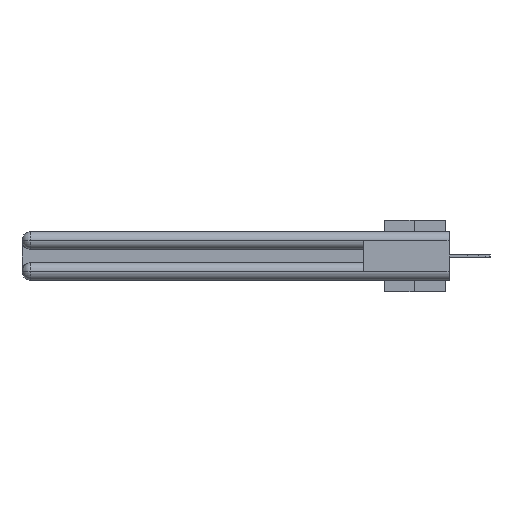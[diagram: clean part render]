
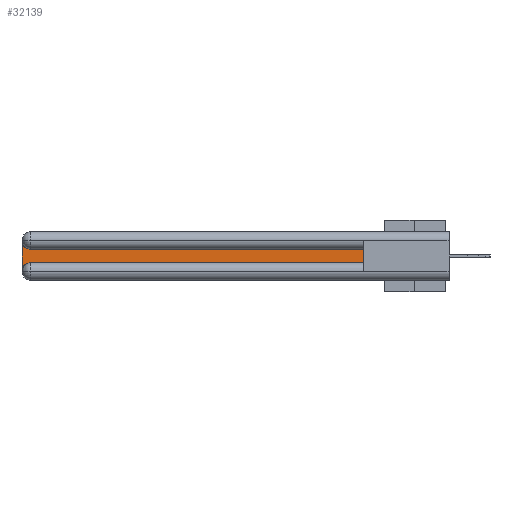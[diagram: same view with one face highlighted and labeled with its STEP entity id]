
A CAD part, left-side view. The second image highlights one B-rep face of the part: STEP entity #32139.
In plain terms, the highlighted planar face has unit normal (-1, 0, 0).
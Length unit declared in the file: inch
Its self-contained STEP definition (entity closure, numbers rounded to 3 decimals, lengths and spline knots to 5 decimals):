
#465 = DIRECTION ( 'NONE',  ( 0., 0., -1. ) ) ;
#1190 = EDGE_CURVE ( 'NONE', #11595, #31653, #9632, .T. ) ;
#1534 = EDGE_LOOP ( 'NONE', ( #18953, #7219, #27108, #9619, #30396, #10604 ) ) ;
#2280 = AXIS2_PLACEMENT_3D ( 'NONE', #13320, #3661, #15028 ) ;
#2862 = DIRECTION ( 'NONE',  ( 0., 0., 1. ) ) ;
#3661 = DIRECTION ( 'NONE',  ( 1., 0., 0. ) ) ;
#3811 = EDGE_CURVE ( 'NONE', #9832, #8115, #8103, .T. ) ;
#4380 = VERTEX_POINT ( 'NONE', #22559 ) ;
#4722 = VECTOR ( 'NONE', #18069, 39.37008 ) ;
#4897 = PLANE ( 'NONE',  #2280 ) ;
#5662 = LINE ( 'NONE', #33050, #15714 ) ;
#6112 = DIRECTION ( 'NONE',  ( 1., 0., 0. ) ) ;
#6289 = CIRCLE ( 'NONE', #36201, 0.06 ) ;
#6701 = CARTESIAN_POINT ( 'NONE',  ( 0.075, 0.6, -0.2175 ) ) ;
#7219 = ORIENTED_EDGE ( 'NONE', *, *, #19290, .T. ) ;
#8056 = DIRECTION ( 'NONE',  ( 0., -1., 0. ) ) ;
#8103 = CIRCLE ( 'NONE', #16323, 0.06 ) ;
#8115 = VERTEX_POINT ( 'NONE', #20601 ) ;
#8805 = EDGE_CURVE ( 'NONE', #8115, #24301, #5662, .T. ) ;
#9536 = CARTESIAN_POINT ( 'NONE',  ( 0.075, 3., -0.2775 ) ) ;
#9619 = ORIENTED_EDGE ( 'NONE', *, *, #3811, .T. ) ;
#9632 = LINE ( 'NONE', #32036, #4722 ) ;
#9832 = VERTEX_POINT ( 'NONE', #9536 ) ;
#10604 = ORIENTED_EDGE ( 'NONE', *, *, #16022, .T. ) ;
#11133 = CARTESIAN_POINT ( 'NONE',  ( 0.075, 0.6, -0.2175 ) ) ;
#11595 = VERTEX_POINT ( 'NONE', #31698 ) ;
#13320 = CARTESIAN_POINT ( 'NONE',  ( 0.075, 3., -0.1225 ) ) ;
#13929 = VECTOR ( 'NONE', #465, 39.37008 ) ;
#14429 = LINE ( 'NONE', #11133, #15483 ) ;
#15028 = DIRECTION ( 'NONE',  ( 0., 0., -1. ) ) ;
#15219 = FACE_OUTER_BOUND ( 'NONE', #1534, .T. ) ;
#15483 = VECTOR ( 'NONE', #2862, 39.37008 ) ;
#15714 = VECTOR ( 'NONE', #8056, 39.37008 ) ;
#16022 = EDGE_CURVE ( 'NONE', #24301, #11595, #14429, .T. ) ;
#16193 = CARTESIAN_POINT ( 'NONE',  ( 0.075, 2.94, -0.2775 ) ) ;
#16323 = AXIS2_PLACEMENT_3D ( 'NONE', #16193, #19113, #29972 ) ;
#17457 = DIRECTION ( 'NONE',  ( 0., 0., -1. ) ) ;
#18069 = DIRECTION ( 'NONE',  ( 0., 1., 0. ) ) ;
#18953 = ORIENTED_EDGE ( 'NONE', *, *, #1190, .T. ) ;
#19113 = DIRECTION ( 'NONE',  ( 1., 0., 0. ) ) ;
#19290 = EDGE_CURVE ( 'NONE', #31653, #4380, #6289, .T. ) ;
#19957 = CARTESIAN_POINT ( 'NONE',  ( 0.075, 3., -0.2175 ) ) ;
#20601 = CARTESIAN_POINT ( 'NONE',  ( 0.075, 2.94, -0.2175 ) ) ;
#22559 = CARTESIAN_POINT ( 'NONE',  ( 0.075, 3., -0.0625 ) ) ;
#24301 = VERTEX_POINT ( 'NONE', #6701 ) ;
#27108 = ORIENTED_EDGE ( 'NONE', *, *, #30745, .T. ) ;
#28932 = LINE ( 'NONE', #19957, #13929 ) ;
#29972 = DIRECTION ( 'NONE',  ( 0., 0., -1. ) ) ;
#30396 = ORIENTED_EDGE ( 'NONE', *, *, #8805, .T. ) ;
#30745 = EDGE_CURVE ( 'NONE', #4380, #9832, #28932, .T. ) ;
#31257 = CARTESIAN_POINT ( 'NONE',  ( 0.075, 2.94, -0.0625 ) ) ;
#31653 = VERTEX_POINT ( 'NONE', #35096 ) ;
#31698 = CARTESIAN_POINT ( 'NONE',  ( 0.075, 0.6, -0.1225 ) ) ;
#32036 = CARTESIAN_POINT ( 'NONE',  ( 0.075, 0.6, -0.1225 ) ) ;
#32139 = ADVANCED_FACE ( 'NONE', ( #15219 ), #4897, .F. ) ;
#33050 = CARTESIAN_POINT ( 'NONE',  ( 0.075, 0.6, -0.2175 ) ) ;
#35096 = CARTESIAN_POINT ( 'NONE',  ( 0.075, 2.94, -0.1225 ) ) ;
#36201 = AXIS2_PLACEMENT_3D ( 'NONE', #31257, #6112, #17457 ) ;
